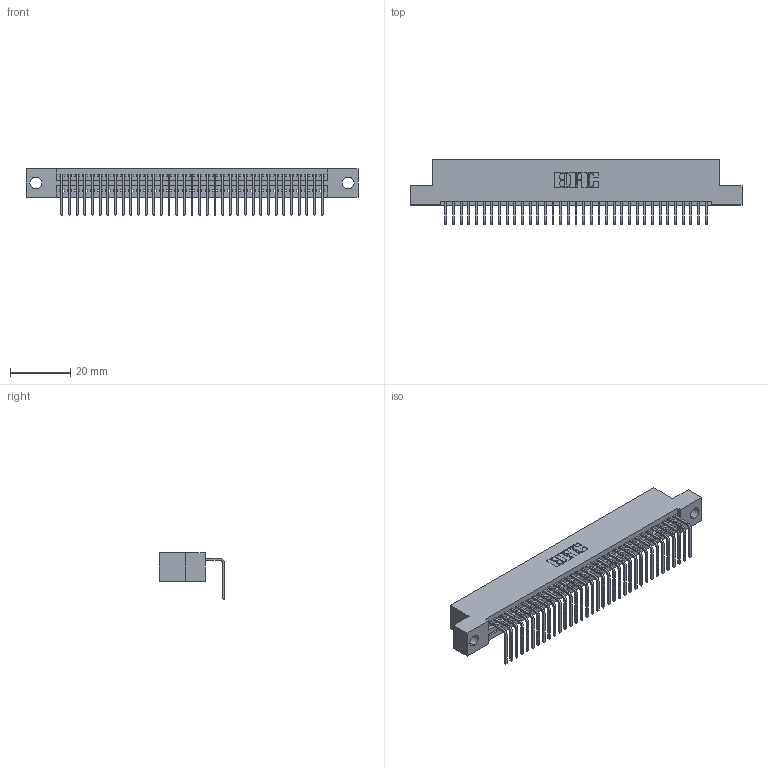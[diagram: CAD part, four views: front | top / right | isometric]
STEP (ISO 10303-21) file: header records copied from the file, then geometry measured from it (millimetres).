
FILE_DESCRIPTION (( 'STEP AP203' ), '1' );
FILE_NAME ('395-035-558-104.STEP', '2021-06-11T14:38:26', ( '' ), ( '' ), 'SwSTEP 2.0', 'SolidWorks 2020', '' );
FILE_SCHEMA (( 'CONFIG_CONTROL_DESIGN' ));
Length unit declared in the file: inch
Products named in the file (3): 395-035-558-104; 345-292-001_558 Tail - 2; 345 Part_Flush Mounting Lugs - 0.156 Dia-TI
Assembly tree (36 placements, depth 2):
  395-035-558-104
    345 Part_Flush Mounting Lugs - 0.156 Dia-TI
    345-292-001_558 Tail - 2  x35
Bounding box: 110.11 x 21.83 x 15.37 mm (x, y, z)
Volume: 10411.6 mm3; surface area: 14268.6 mm2
Topology: 36 solids, 36 shells, 2240 faces, 6747 edges, 4450 vertices
Faces by surface type: plane 1564, cylinder 676
Entity records: 27787 total; most frequent: CARTESIAN_POINT 4823, ORIENTED_EDGE 4790, DIRECTION 4221, EDGE_CURVE 2395, LINE 2123, VECTOR 2123, VERTEX_POINT 1594, AXIS2_PLACEMENT_3D 1049
